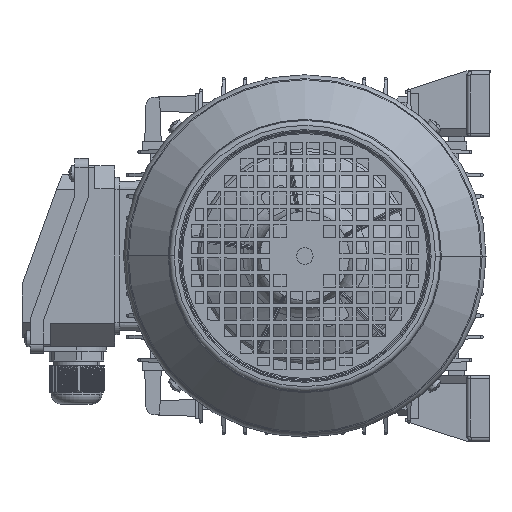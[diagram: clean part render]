
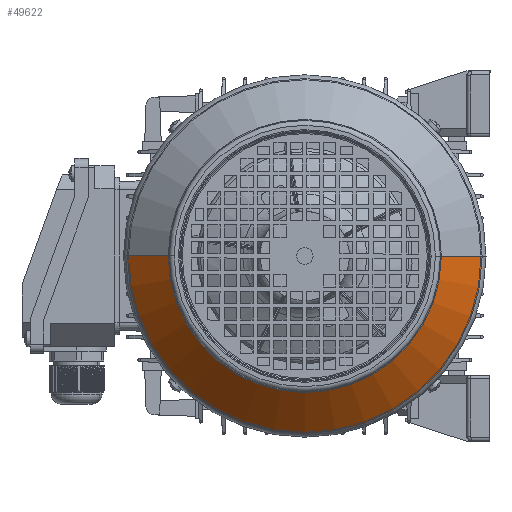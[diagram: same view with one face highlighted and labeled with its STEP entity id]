
A CAD part, left-side view. The second image highlights one B-rep face of the part: STEP entity #49622.
In plain terms, the highlighted conical face has half-angle 45 degrees and reference radius 82.586 mm.
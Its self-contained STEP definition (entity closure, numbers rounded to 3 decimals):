
#23419 = DIRECTION ( 'NONE',  ( -0.707, 0., -0.707 ) ) ;
#23420 = VECTOR ( 'NONE', #23419, 1000. ) ;
#23421 = CARTESIAN_POINT ( 'NONE',  ( 99.414, 0., -82.586 ) ) ;
#23422 = LINE ( 'NONE', #23421, #23420 ) ;
#23461 = CARTESIAN_POINT ( 'NONE',  ( 74.743, 0., 107.257 ) ) ;
#23466 = DIRECTION ( 'NONE',  ( 0., 0., 1. ) ) ;
#23467 = DIRECTION ( 'NONE',  ( -1., 0., 0. ) ) ;
#23468 = CARTESIAN_POINT ( 'NONE',  ( 74.743, 0., 0. ) ) ;
#23469 = AXIS2_PLACEMENT_3D ( 'NONE', #23468, #23467, #23466 ) ;
#23474 = CIRCLE ( 'NONE', #23469, 107.257 ) ;
#23513 = CARTESIAN_POINT ( 'NONE',  ( 74.743, 0., -107.257 ) ) ;
#23698 = DIRECTION ( 'NONE',  ( 0., 0., 1. ) ) ;
#23699 = DIRECTION ( 'NONE',  ( -1., 0., 0. ) ) ;
#23700 = CARTESIAN_POINT ( 'NONE',  ( 99.414, 0., 0. ) ) ;
#23701 = AXIS2_PLACEMENT_3D ( 'NONE', #23700, #23699, #23698 ) ;
#23703 = CONICAL_SURFACE ( 'NONE', #23701, 82.586, 0.785 ) ;
#23704 = FACE_OUTER_BOUND ( 'NONE', #49625, .T. ) ;
#23733 = CARTESIAN_POINT ( 'NONE',  ( 99.414, 0., -82.586 ) ) ;
#23738 = CARTESIAN_POINT ( 'NONE',  ( 99.414, 0., 82.586 ) ) ;
#23743 = DIRECTION ( 'NONE',  ( 0., 0., 1. ) ) ;
#23744 = DIRECTION ( 'NONE',  ( -1., 0., 0. ) ) ;
#23745 = CARTESIAN_POINT ( 'NONE',  ( 99.414, 0., 0. ) ) ;
#23746 = AXIS2_PLACEMENT_3D ( 'NONE', #23745, #23744, #23743 ) ;
#23747 = CIRCLE ( 'NONE', #23746, 82.586 ) ;
#23838 = DIRECTION ( 'NONE',  ( -0.707, 0., 0.707 ) ) ;
#23839 = VECTOR ( 'NONE', #23838, 1000. ) ;
#23840 = CARTESIAN_POINT ( 'NONE',  ( 99.414, 0., 82.586 ) ) ;
#23841 = LINE ( 'NONE', #23840, #23839 ) ;
#49483 = EDGE_CURVE ( 'NONE', #49637, #49536, #23422, .T. ) ;
#49487 = ORIENTED_EDGE ( 'NONE', *, *, #49530, .F. ) ;
#49493 = ORIENTED_EDGE ( 'NONE', *, *, #49713, .F. ) ;
#49530 = EDGE_CURVE ( 'NONE', #49533, #49536, #23474, .T. ) ;
#49533 = VERTEX_POINT ( 'NONE', #23461 ) ;
#49536 = VERTEX_POINT ( 'NONE', #23513 ) ;
#49622 = ADVANCED_FACE ( 'NONE', ( #23704 ), #23703, .T. ) ;
#49625 = EDGE_LOOP ( 'NONE', ( #49628, #49643, #49487, #49493 ) ) ;
#49628 = ORIENTED_EDGE ( 'NONE', *, *, #49630, .T. ) ;
#49630 = EDGE_CURVE ( 'NONE', #49633, #49637, #23747, .T. ) ;
#49633 = VERTEX_POINT ( 'NONE', #23738 ) ;
#49637 = VERTEX_POINT ( 'NONE', #23733 ) ;
#49643 = ORIENTED_EDGE ( 'NONE', *, *, #49483, .T. ) ;
#49713 = EDGE_CURVE ( 'NONE', #49633, #49533, #23841, .T. ) ;
